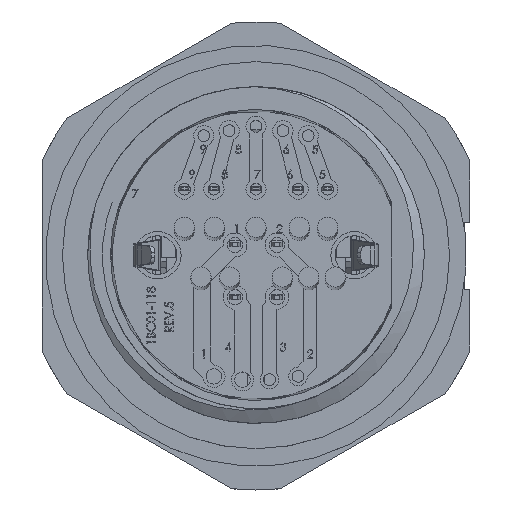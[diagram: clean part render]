
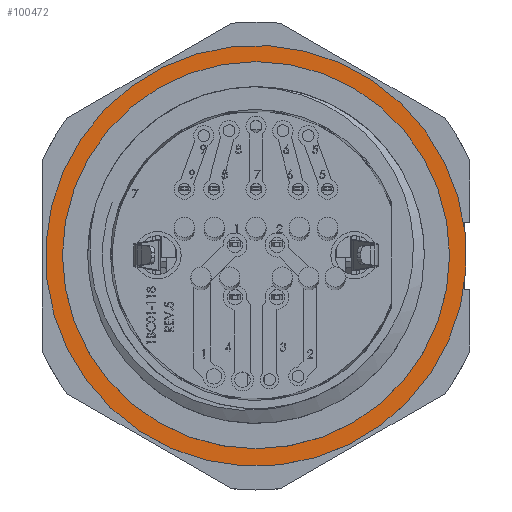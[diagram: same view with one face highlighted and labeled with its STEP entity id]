
A CAD part, top view. The second image highlights one B-rep face of the part: STEP entity #100472.
In plain terms, the highlighted face is planar.
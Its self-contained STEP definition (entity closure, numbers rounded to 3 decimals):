
#2687 = EDGE_LOOP ( 'NONE', ( #98530, #15194 ) ) ;
#4102 = DIRECTION ( 'NONE',  ( 0., 0., 1. ) ) ;
#5916 = CARTESIAN_POINT ( 'NONE',  ( 0., 0., 12.5 ) ) ;
#6549 = VERTEX_POINT ( 'NONE', #105574 ) ;
#7645 = VERTEX_POINT ( 'NONE', #5916 ) ;
#14847 = DIRECTION ( 'NONE',  ( 0., 1., 0. ) ) ;
#15194 = ORIENTED_EDGE ( 'NONE', *, *, #61899, .F. ) ;
#21651 = CARTESIAN_POINT ( 'NONE',  ( 0., 0., 0. ) ) ;
#22323 = ORIENTED_EDGE ( 'NONE', *, *, #57686, .T. ) ;
#24549 = CARTESIAN_POINT ( 'NONE',  ( 0., 0., -12.5 ) ) ;
#26401 = EDGE_CURVE ( 'NONE', #94249, #7645, #120722, .T. ) ;
#32833 = AXIS2_PLACEMENT_3D ( 'NONE', #82795, #40790, #124468 ) ;
#35063 = CARTESIAN_POINT ( 'NONE',  ( 0., 0., 0. ) ) ;
#39404 = DIRECTION ( 'NONE',  ( 0., 0., 1. ) ) ;
#39853 = DIRECTION ( 'NONE',  ( 0., 1., 0. ) ) ;
#40612 = CIRCLE ( 'NONE', #50088, 10.15 ) ;
#40790 = DIRECTION ( 'NONE',  ( 0., 1., 0. ) ) ;
#41898 = AXIS2_PLACEMENT_3D ( 'NONE', #21651, #103776, #62190 ) ;
#50088 = AXIS2_PLACEMENT_3D ( 'NONE', #90537, #39853, #39404 ) ;
#57686 = EDGE_CURVE ( 'NONE', #127251, #6549, #68293, .T. ) ;
#61899 = EDGE_CURVE ( 'NONE', #7645, #94249, #133519, .T. ) ;
#62190 = DIRECTION ( 'NONE',  ( 0., 0., 1. ) ) ;
#63039 = FACE_BOUND ( 'NONE', #126385, .T. ) ;
#68293 = CIRCLE ( 'NONE', #41898, 10.15 ) ;
#75480 = AXIS2_PLACEMENT_3D ( 'NONE', #35063, #129225, #4102 ) ;
#75499 = CARTESIAN_POINT ( 'NONE',  ( 0., 0., 0. ) ) ;
#76838 = PLANE ( 'NONE',  #124715 ) ;
#82795 = CARTESIAN_POINT ( 'NONE',  ( 0., 0., 0. ) ) ;
#90537 = CARTESIAN_POINT ( 'NONE',  ( 0., 0., 0. ) ) ;
#93926 = FACE_OUTER_BOUND ( 'NONE', #2687, .T. ) ;
#94249 = VERTEX_POINT ( 'NONE', #24549 ) ;
#96852 = CARTESIAN_POINT ( 'NONE',  ( 0., 0., -10.15 ) ) ;
#98530 = ORIENTED_EDGE ( 'NONE', *, *, #26401, .F. ) ;
#100472 = ADVANCED_FACE ( 'NONE', ( #93926, #63039 ), #76838, .F. ) ;
#103776 = DIRECTION ( 'NONE',  ( 0., 1., 0. ) ) ;
#105574 = CARTESIAN_POINT ( 'NONE',  ( 0., 0., 10.15 ) ) ;
#107043 = DIRECTION ( 'NONE',  ( 0., 0., 1. ) ) ;
#108229 = EDGE_CURVE ( 'NONE', #6549, #127251, #40612, .T. ) ;
#120722 = CIRCLE ( 'NONE', #32833, 12.5 ) ;
#124468 = DIRECTION ( 'NONE',  ( 0., 0., 1. ) ) ;
#124715 = AXIS2_PLACEMENT_3D ( 'NONE', #75499, #14847, #107043 ) ;
#125835 = ORIENTED_EDGE ( 'NONE', *, *, #108229, .T. ) ;
#126385 = EDGE_LOOP ( 'NONE', ( #22323, #125835 ) ) ;
#127251 = VERTEX_POINT ( 'NONE', #96852 ) ;
#129225 = DIRECTION ( 'NONE',  ( 0., 1., 0. ) ) ;
#133519 = CIRCLE ( 'NONE', #75480, 12.5 ) ;
